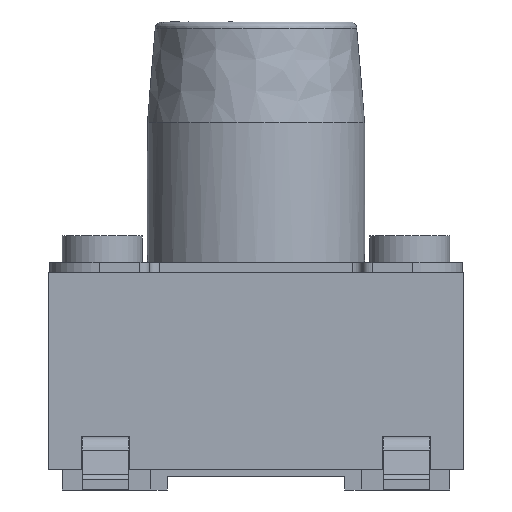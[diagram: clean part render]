
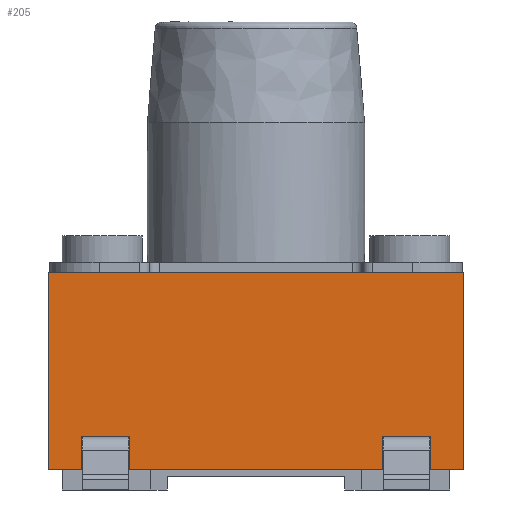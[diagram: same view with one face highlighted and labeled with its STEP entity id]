
A CAD part, left-side view. The second image highlights one B-rep face of the part: STEP entity #205.
In plain terms, the highlighted planar face has unit normal (-1, 0, 0).
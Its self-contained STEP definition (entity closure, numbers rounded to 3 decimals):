
#205 = ADVANCED_FACE( '', ( #535 ), #536, .F. );
#535 = FACE_OUTER_BOUND( '', #1000, .T. );
#536 = PLANE( '', #1001 );
#1000 = EDGE_LOOP( '', ( #2223, #2224, #2225, #2226, #2227, #2228, #2229, #2230, #2231, #2232, #2233, #2234, #2235, #2236, #2237, #2238 ) );
#1001 = AXIS2_PLACEMENT_3D( '', #2239, #2240, #2241 );
#2223 = ORIENTED_EDGE( '', *, *, #3531, .T. );
#2224 = ORIENTED_EDGE( '', *, *, #3532, .F. );
#2225 = ORIENTED_EDGE( '', *, *, #3533, .F. );
#2226 = ORIENTED_EDGE( '', *, *, #3534, .F. );
#2227 = ORIENTED_EDGE( '', *, *, #3535, .F. );
#2228 = ORIENTED_EDGE( '', *, *, #3536, .F. );
#2229 = ORIENTED_EDGE( '', *, *, #3529, .F. );
#2230 = ORIENTED_EDGE( '', *, *, #3443, .F. );
#2231 = ORIENTED_EDGE( '', *, *, #3537, .T. );
#2232 = ORIENTED_EDGE( '', *, *, #3538, .F. );
#2233 = ORIENTED_EDGE( '', *, *, #3539, .T. );
#2234 = ORIENTED_EDGE( '', *, *, #3540, .T. );
#2235 = ORIENTED_EDGE( '', *, *, #3541, .T. );
#2236 = ORIENTED_EDGE( '', *, *, #3542, .T. );
#2237 = ORIENTED_EDGE( '', *, *, #3543, .F. );
#2238 = ORIENTED_EDGE( '', *, *, #3544, .F. );
#2239 = CARTESIAN_POINT( '', ( -3.1, 3.1, 3.25 ) );
#2240 = DIRECTION( '', ( 1., 0., 0. ) );
#2241 = DIRECTION( '', ( 0., 0., -1. ) );
#3443 = EDGE_CURVE( '', #3996, #3997, #3998, .T. );
#3529 = EDGE_CURVE( '', #3997, #4150, #4153, .T. );
#3531 = EDGE_CURVE( '', #4155, #4156, #4157, .T. );
#3532 = EDGE_CURVE( '', #4158, #4156, #4159, .T. );
#3533 = EDGE_CURVE( '', #4160, #4158, #4161, .F. );
#3534 = EDGE_CURVE( '', #4162, #4160, #4163, .T. );
#3535 = EDGE_CURVE( '', #4164, #4162, #4165, .T. );
#3536 = EDGE_CURVE( '', #4150, #4164, #4166, .T. );
#3537 = EDGE_CURVE( '', #3996, #4167, #4168, .T. );
#3538 = EDGE_CURVE( '', #4169, #4167, #4170, .T. );
#3539 = EDGE_CURVE( '', #4169, #4171, #4172, .T. );
#3540 = EDGE_CURVE( '', #4171, #4173, #4174, .T. );
#3541 = EDGE_CURVE( '', #4173, #4175, #4176, .F. );
#3542 = EDGE_CURVE( '', #4175, #4177, #4178, .T. );
#3543 = EDGE_CURVE( '', #4179, #4177, #4180, .T. );
#3544 = EDGE_CURVE( '', #4155, #4179, #4181, .T. );
#3996 = VERTEX_POINT( '', #4809 );
#3997 = VERTEX_POINT( '', #4810 );
#3998 = LINE( '', #4811, #4812 );
#4150 = VERTEX_POINT( '', #5008 );
#4153 = LINE( '', #5013, #5014 );
#4155 = VERTEX_POINT( '', #5016 );
#4156 = VERTEX_POINT( '', #5017 );
#4157 = LINE( '', #5018, #5019 );
#4158 = VERTEX_POINT( '', #5020 );
#4159 = LINE( '', #5021, #5022 );
#4160 = VERTEX_POINT( '', #5023 );
#4161 = LINE( '', #5024, #5025 );
#4162 = VERTEX_POINT( '', #5026 );
#4163 = LINE( '', #5027, #5028 );
#4164 = VERTEX_POINT( '', #5029 );
#4165 = LINE( '', #5030, #5031 );
#4166 = LINE( '', #5032, #5033 );
#4167 = VERTEX_POINT( '', #5034 );
#4168 = LINE( '', #5035, #5036 );
#4169 = VERTEX_POINT( '', #5037 );
#4170 = LINE( '', #5038, #5039 );
#4171 = VERTEX_POINT( '', #5040 );
#4172 = LINE( '', #5041, #5042 );
#4173 = VERTEX_POINT( '', #5043 );
#4174 = LINE( '', #5044, #5045 );
#4175 = VERTEX_POINT( '', #5046 );
#4176 = LINE( '', #5047, #5048 );
#4177 = VERTEX_POINT( '', #5049 );
#4178 = LINE( '', #5050, #5051 );
#4179 = VERTEX_POINT( '', #5052 );
#4180 = LINE( '', #5053, #5054 );
#4181 = LINE( '', #5055, #5056 );
#4809 = CARTESIAN_POINT( '', ( -3.1, 3.1, 3.25 ) );
#4810 = CARTESIAN_POINT( '', ( -3.1, -3.1, 3.25 ) );
#4811 = CARTESIAN_POINT( '', ( -3.1, 3.1, 3.25 ) );
#4812 = VECTOR( '', #6254, 1000. );
#5008 = CARTESIAN_POINT( '', ( -3.1, -3.1, 0.3 ) );
#5013 = CARTESIAN_POINT( '', ( -3.1, -3.1, 3.25 ) );
#5014 = VECTOR( '', #6385, 1000. );
#5016 = CARTESIAN_POINT( '', ( -3.1, -1.895, 0.3 ) );
#5017 = CARTESIAN_POINT( '', ( -3.1, -1.895, 0.8 ) );
#5018 = CARTESIAN_POINT( '', ( -3.1, -1.895, -10.42 ) );
#5019 = VECTOR( '', #6386, 1000. );
#5020 = CARTESIAN_POINT( '', ( -3.1, -1.9, 0.8 ) );
#5021 = CARTESIAN_POINT( '', ( -3.1, -2.605, 0.8 ) );
#5022 = VECTOR( '', #6387, 1000. );
#5023 = CARTESIAN_POINT( '', ( -3.1, -2.6, 0.8 ) );
#5024 = CARTESIAN_POINT( '', ( -3.1, -1.9, 0.8 ) );
#5025 = VECTOR( '', #6388, 1000. );
#5026 = CARTESIAN_POINT( '', ( -3.1, -2.605, 0.8 ) );
#5027 = CARTESIAN_POINT( '', ( -3.1, -2.605, 0.8 ) );
#5028 = VECTOR( '', #6389, 1000. );
#5029 = CARTESIAN_POINT( '', ( -3.1, -2.605, 0.3 ) );
#5030 = CARTESIAN_POINT( '', ( -3.1, -2.605, -10.42 ) );
#5031 = VECTOR( '', #6390, 1000. );
#5032 = CARTESIAN_POINT( '', ( -3.1, -3.1, 0.3 ) );
#5033 = VECTOR( '', #6391, 1000. );
#5034 = CARTESIAN_POINT( '', ( -3.1, 3.1, 0.3 ) );
#5035 = CARTESIAN_POINT( '', ( -3.1, 3.1, 3.25 ) );
#5036 = VECTOR( '', #6392, 1000. );
#5037 = CARTESIAN_POINT( '', ( -3.1, 2.605, 0.3 ) );
#5038 = CARTESIAN_POINT( '', ( -3.1, -3.1, 0.3 ) );
#5039 = VECTOR( '', #6393, 1000. );
#5040 = CARTESIAN_POINT( '', ( -3.1, 2.605, 0.8 ) );
#5041 = CARTESIAN_POINT( '', ( -3.1, 2.605, -10.42 ) );
#5042 = VECTOR( '', #6394, 1000. );
#5043 = CARTESIAN_POINT( '', ( -3.1, 2.6, 0.8 ) );
#5044 = CARTESIAN_POINT( '', ( -3.1, 2.605, 0.8 ) );
#5045 = VECTOR( '', #6395, 1000. );
#5046 = CARTESIAN_POINT( '', ( -3.1, 1.9, 0.8 ) );
#5047 = CARTESIAN_POINT( '', ( -3.1, 1.9, 0.8 ) );
#5048 = VECTOR( '', #6396, 1000. );
#5049 = CARTESIAN_POINT( '', ( -3.1, 1.895, 0.8 ) );
#5050 = CARTESIAN_POINT( '', ( -3.1, 2.605, 0.8 ) );
#5051 = VECTOR( '', #6397, 1000. );
#5052 = CARTESIAN_POINT( '', ( -3.1, 1.895, 0.3 ) );
#5053 = CARTESIAN_POINT( '', ( -3.1, 1.895, -10.42 ) );
#5054 = VECTOR( '', #6398, 1000. );
#5055 = CARTESIAN_POINT( '', ( -3.1, -3.1, 0.3 ) );
#5056 = VECTOR( '', #6399, 1000. );
#6254 = DIRECTION( '', ( 0., -1., 0. ) );
#6385 = DIRECTION( '', ( 0., 0., -1. ) );
#6386 = DIRECTION( '', ( 0., 0., 1. ) );
#6387 = DIRECTION( '', ( 0., 1., 0. ) );
#6388 = DIRECTION( '', ( 0., -1., 0. ) );
#6389 = DIRECTION( '', ( 0., 1., 0. ) );
#6390 = DIRECTION( '', ( 0., 0., 1. ) );
#6391 = DIRECTION( '', ( 0., 1., 0. ) );
#6392 = DIRECTION( '', ( 0., 0., -1. ) );
#6393 = DIRECTION( '', ( 0., 1., 0. ) );
#6394 = DIRECTION( '', ( 0., 0., 1. ) );
#6395 = DIRECTION( '', ( 0., -1., 0. ) );
#6396 = DIRECTION( '', ( 0., 1., 0. ) );
#6397 = DIRECTION( '', ( 0., -1., 0. ) );
#6398 = DIRECTION( '', ( 0., 0., 1. ) );
#6399 = DIRECTION( '', ( 0., 1., 0. ) );
